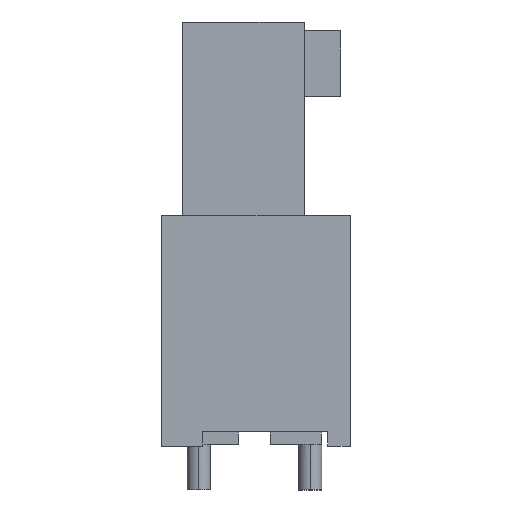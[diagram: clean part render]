
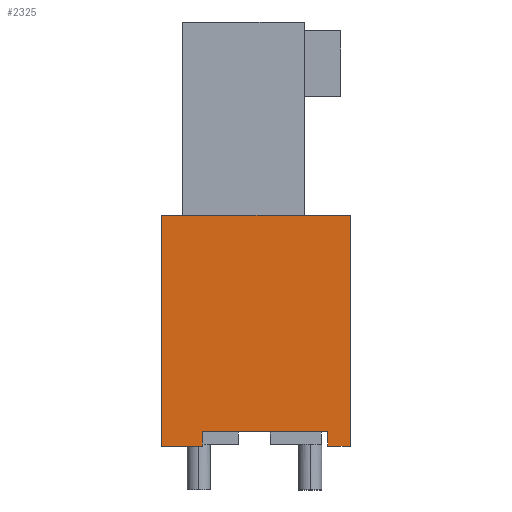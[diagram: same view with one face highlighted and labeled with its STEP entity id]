
A CAD part, left-side view. The second image highlights one B-rep face of the part: STEP entity #2325.
In plain terms, the highlighted planar face has unit normal (-1, 0, 0).
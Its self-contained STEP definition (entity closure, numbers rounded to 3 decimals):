
#2313=AXIS2_PLACEMENT_3D('Plane Axis2P3D',#2310,#2311,#2312) ;
#42=CARTESIAN_POINT('Vertex',(0.,0.,1.5)) ;
#45=CARTESIAN_POINT('Line Origine',(0.,0.39,1.5)) ;
#49=CARTESIAN_POINT('Vertex',(0.,0.78,1.5)) ;
#88=CARTESIAN_POINT('Vertex',(0.,0.,9.4)) ;
#93=CARTESIAN_POINT('Line Origine',(0.,0.,5.45)) ;
#376=CARTESIAN_POINT('Line Origine',(0.,0.78,1.75)) ;
#380=CARTESIAN_POINT('Vertex',(0.,0.78,2.)) ;
#948=CARTESIAN_POINT('Line Origine',(0.,6.45,5.45)) ;
#952=CARTESIAN_POINT('Vertex',(0.,6.45,9.4)) ;
#954=CARTESIAN_POINT('Vertex',(0.,6.45,1.5)) ;
#1633=CARTESIAN_POINT('Vertex',(0.,5.057,1.5)) ;
#1636=CARTESIAN_POINT('Line Origine',(0.,5.754,1.5)) ;
#1662=CARTESIAN_POINT('Vertex',(0.,5.057,2.)) ;
#1665=CARTESIAN_POINT('Line Origine',(0.,5.057,1.75)) ;
#1934=CARTESIAN_POINT('Line Origine',(0.,2.919,2.)) ;
#1952=CARTESIAN_POINT('Line Origine',(0.,3.225,9.4)) ;
#2310=CARTESIAN_POINT('Axis2P3D Location',(0.,6.23,9.4)) ;
#46=DIRECTION('Vector Direction',(0.,1.,0.)) ;
#94=DIRECTION('Vector Direction',(0.,0.,-1.)) ;
#377=DIRECTION('Vector Direction',(0.,0.,-1.)) ;
#949=DIRECTION('Vector Direction',(0.,0.,-1.)) ;
#1637=DIRECTION('Vector Direction',(0.,1.,0.)) ;
#1666=DIRECTION('Vector Direction',(0.,0.,-1.)) ;
#1935=DIRECTION('Vector Direction',(0.,1.,0.)) ;
#1953=DIRECTION('Vector Direction',(0.,1.,0.)) ;
#2311=DIRECTION('Axis2P3D Direction',(-1.,0.,0.)) ;
#2312=DIRECTION('Axis2P3D XDirection',(0.,1.,0.)) ;
#47=VECTOR('Line Direction',#46,1.) ;
#95=VECTOR('Line Direction',#94,1.) ;
#378=VECTOR('Line Direction',#377,1.) ;
#950=VECTOR('Line Direction',#949,1.) ;
#1638=VECTOR('Line Direction',#1637,1.) ;
#1667=VECTOR('Line Direction',#1666,1.) ;
#1936=VECTOR('Line Direction',#1935,1.) ;
#1954=VECTOR('Line Direction',#1953,1.) ;
#2316=ORIENTED_EDGE('',*,*,#1938,.F.) ;
#2317=ORIENTED_EDGE('',*,*,#382,.T.) ;
#2318=ORIENTED_EDGE('',*,*,#51,.F.) ;
#2319=ORIENTED_EDGE('',*,*,#97,.F.) ;
#2320=ORIENTED_EDGE('',*,*,#1956,.F.) ;
#2321=ORIENTED_EDGE('',*,*,#956,.T.) ;
#2322=ORIENTED_EDGE('',*,*,#1640,.F.) ;
#2323=ORIENTED_EDGE('',*,*,#1669,.F.) ;
#2325=ADVANCED_FACE('HOUSING',(#2324),#2314,.T.) ;
#51=EDGE_CURVE('',#43,#50,#48,.T.) ;
#97=EDGE_CURVE('',#89,#43,#96,.T.) ;
#382=EDGE_CURVE('',#381,#50,#379,.T.) ;
#956=EDGE_CURVE('',#953,#955,#951,.T.) ;
#1640=EDGE_CURVE('',#1634,#955,#1639,.T.) ;
#1669=EDGE_CURVE('',#1663,#1634,#1668,.T.) ;
#1938=EDGE_CURVE('',#381,#1663,#1937,.T.) ;
#1956=EDGE_CURVE('',#953,#89,#1955,.F.) ;
#2315=EDGE_LOOP('',(#2316,#2317,#2318,#2319,#2320,#2321,#2322,#2323)) ;
#2324=FACE_OUTER_BOUND('',#2315,.T.) ;
#48=LINE('Line',#45,#47) ;
#96=LINE('Line',#93,#95) ;
#379=LINE('Line',#376,#378) ;
#951=LINE('Line',#948,#950) ;
#1639=LINE('Line',#1636,#1638) ;
#1668=LINE('Line',#1665,#1667) ;
#1937=LINE('Line',#1934,#1936) ;
#1955=LINE('Line',#1952,#1954) ;
#2314=PLANE('',#2313) ;
#43=VERTEX_POINT('',#42) ;
#50=VERTEX_POINT('',#49) ;
#89=VERTEX_POINT('',#88) ;
#381=VERTEX_POINT('',#380) ;
#953=VERTEX_POINT('',#952) ;
#955=VERTEX_POINT('',#954) ;
#1634=VERTEX_POINT('',#1633) ;
#1663=VERTEX_POINT('',#1662) ;
